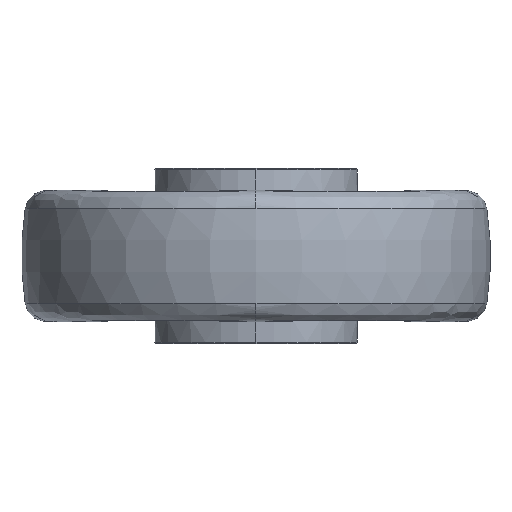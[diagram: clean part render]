
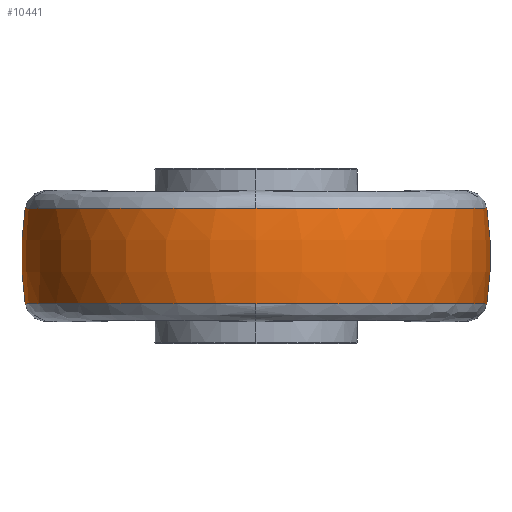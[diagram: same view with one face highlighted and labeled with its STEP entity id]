
A CAD part, left-side view. The second image highlights one B-rep face of the part: STEP entity #10441.
In plain terms, the highlighted toroidal (fillet/blend) face has major radius 30 mm and minor radius 110 mm.
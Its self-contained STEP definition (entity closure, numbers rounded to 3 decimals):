
#32 = CARTESIAN_POINT ( 'NONE',  ( 0., 0., 0. ) ) ;
#136 = CARTESIAN_POINT ( 'NONE',  ( -78.787, 0., -16.289 ) ) ;
#276 = VERTEX_POINT ( 'NONE', #12703 ) ;
#360 = AXIS2_PLACEMENT_3D ( 'NONE', #12289, #15921, #8576 ) ;
#1029 = EDGE_CURVE ( 'NONE', #15279, #13216, #5729, .T. ) ;
#1066 = DIRECTION ( 'NONE',  ( 0., 1., 0. ) ) ;
#1311 = ORIENTED_EDGE ( 'NONE', *, *, #7495, .T. ) ;
#1578 = ORIENTED_EDGE ( 'NONE', *, *, #14668, .T. ) ;
#1618 = ORIENTED_EDGE ( 'NONE', *, *, #1029, .T. ) ;
#1739 = VERTEX_POINT ( 'NONE', #4894 ) ;
#1754 = CARTESIAN_POINT ( 'NONE',  ( 0., 30., 0. ) ) ;
#1862 = AXIS2_PLACEMENT_3D ( 'NONE', #4864, #9858, #2131 ) ;
#1988 = ORIENTED_EDGE ( 'NONE', *, *, #8194, .F. ) ;
#2131 = DIRECTION ( 'NONE',  ( -1., 0., 0. ) ) ;
#2999 = CARTESIAN_POINT ( 'NONE',  ( 0., 78.787, 16.289 ) ) ;
#3002 = DIRECTION ( 'NONE',  ( -1., 0., 0. ) ) ;
#3677 = FACE_OUTER_BOUND ( 'NONE', #13131, .T. ) ;
#4250 = CIRCLE ( 'NONE', #9995, 78.787 ) ;
#4578 = EDGE_CURVE ( 'NONE', #8485, #276, #14391, .T. ) ;
#4864 = CARTESIAN_POINT ( 'NONE',  ( 0., 0., 16.289 ) ) ;
#4894 = CARTESIAN_POINT ( 'NONE',  ( 0., -78.787, -16.289 ) ) ;
#5569 = AXIS2_PLACEMENT_3D ( 'NONE', #32, #12444, #13484 ) ;
#5729 = CIRCLE ( 'NONE', #13244, 78.787 ) ;
#7001 = DIRECTION ( 'NONE',  ( 0., 0., -1. ) ) ;
#7495 = EDGE_CURVE ( 'NONE', #15241, #1739, #4250, .T. ) ;
#8176 = CIRCLE ( 'NONE', #10263, 110. ) ;
#8194 = EDGE_CURVE ( 'NONE', #15279, #1739, #8176, .T. ) ;
#8272 = ORIENTED_EDGE ( 'NONE', *, *, #4578, .T. ) ;
#8485 = VERTEX_POINT ( 'NONE', #2999 ) ;
#8576 = DIRECTION ( 'NONE',  ( 0., 1., 0. ) ) ;
#9776 = DIRECTION ( 'NONE',  ( 0., 0., 1. ) ) ;
#9858 = DIRECTION ( 'NONE',  ( 0., 0., -1. ) ) ;
#9955 = EDGE_CURVE ( 'NONE', #13216, #8485, #11944, .T. ) ;
#9995 = AXIS2_PLACEMENT_3D ( 'NONE', #11129, #9776, #1066 ) ;
#10160 = CARTESIAN_POINT ( 'NONE',  ( 0., 0., 16.289 ) ) ;
#10263 = AXIS2_PLACEMENT_3D ( 'NONE', #1754, #13166, #7001 ) ;
#10441 = ADVANCED_FACE ( 'NONE', ( #3677 ), #15932, .T. ) ;
#11003 = CIRCLE ( 'NONE', #360, 78.787 ) ;
#11129 = CARTESIAN_POINT ( 'NONE',  ( 0., 0., -16.289 ) ) ;
#11750 = CARTESIAN_POINT ( 'NONE',  ( 0., -78.787, 16.289 ) ) ;
#11789 = CARTESIAN_POINT ( 'NONE',  ( -78.787, 0., 16.289 ) ) ;
#11855 = AXIS2_PLACEMENT_3D ( 'NONE', #12662, #3002, #15312 ) ;
#11944 = CIRCLE ( 'NONE', #1862, 78.787 ) ;
#12167 = ORIENTED_EDGE ( 'NONE', *, *, #9955, .T. ) ;
#12289 = CARTESIAN_POINT ( 'NONE',  ( 0., 0., -16.289 ) ) ;
#12444 = DIRECTION ( 'NONE',  ( 0., 0., -1. ) ) ;
#12662 = CARTESIAN_POINT ( 'NONE',  ( 0., -30., 0. ) ) ;
#12703 = CARTESIAN_POINT ( 'NONE',  ( 0., 78.787, -16.289 ) ) ;
#13131 = EDGE_LOOP ( 'NONE', ( #1618, #12167, #8272, #1578, #1311, #1988 ) ) ;
#13166 = DIRECTION ( 'NONE',  ( 1., 0., 0. ) ) ;
#13216 = VERTEX_POINT ( 'NONE', #11789 ) ;
#13244 = AXIS2_PLACEMENT_3D ( 'NONE', #10160, #15293, #15134 ) ;
#13484 = DIRECTION ( 'NONE',  ( 0., -1., 0. ) ) ;
#14391 = CIRCLE ( 'NONE', #11855, 110. ) ;
#14668 = EDGE_CURVE ( 'NONE', #276, #15241, #11003, .T. ) ;
#15134 = DIRECTION ( 'NONE',  ( -1., 0., 0. ) ) ;
#15241 = VERTEX_POINT ( 'NONE', #136 ) ;
#15279 = VERTEX_POINT ( 'NONE', #11750 ) ;
#15293 = DIRECTION ( 'NONE',  ( 0., 0., -1. ) ) ;
#15312 = DIRECTION ( 'NONE',  ( 0., 0., 1. ) ) ;
#15921 = DIRECTION ( 'NONE',  ( 0., 0., 1. ) ) ;
#15932 = TOROIDAL_SURFACE ( 'NONE', #5569, -30., 110. ) ;
